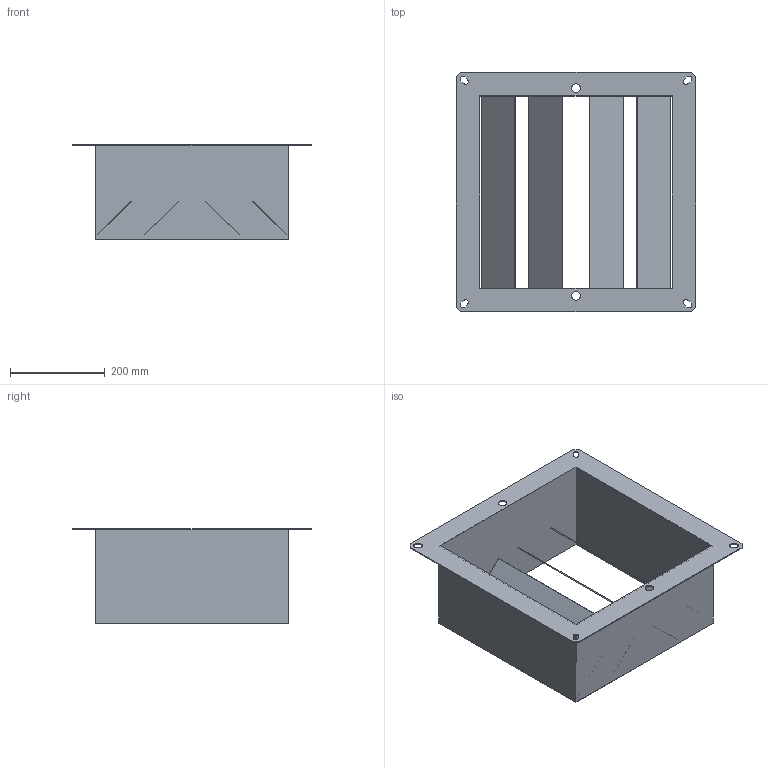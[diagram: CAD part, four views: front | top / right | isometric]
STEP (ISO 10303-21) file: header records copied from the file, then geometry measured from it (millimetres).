
FILE_DESCRIPTION (( 'STEP AP203' ), '1' );
FILE_NAME ('5TS1951_TSP 40-45.STEP', '2022-02-21T13:51:21', ( '' ), ( '' ), 'SwSTEP 2.0', 'SolidWorks 2018', '' );
FILE_SCHEMA (( 'CONFIG_CONTROL_DESIGN' ));
Length unit declared in the file: millimetre
Products named in the file (1): 5TS1951_TSP 40-45
Bounding box: 505 x 505 x 200 mm (x, y, z)
Volume: 964969 mm3; surface area: 1157615.6 mm2
Topology: 1 solids, 1 shells, 55 faces, 156 edges, 104 vertices
Faces by surface type: plane 35, cylinder 20
Entity records: 1911 total; most frequent: CARTESIAN_POINT 316, ORIENTED_EDGE 312, DIRECTION 308, EDGE_CURVE 156, LINE 116, VECTOR 116, VERTEX_POINT 104, AXIS2_PLACEMENT_3D 96
